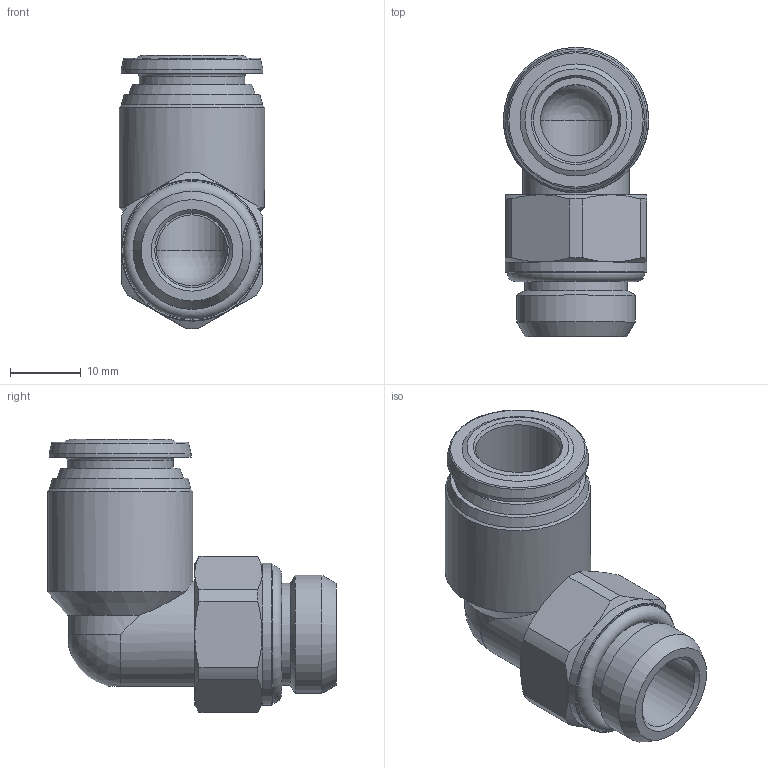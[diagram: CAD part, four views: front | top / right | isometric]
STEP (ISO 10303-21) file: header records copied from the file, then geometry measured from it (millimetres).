
FILE_DESCRIPTION(/* description */ ('STEP AP214'),/* implementation_level */ '2;1');
FILE_NAME(/* name */ '8085687_NPQR-L-G38-Q12',/* time_stamp */ '2024-09-13T08:42:30+02:00',/* author */ ('License CC BY-ND 4.0'),/* organization */ ('CADENAS'),/* preprocessor_version */ 'ST-DEVELOPER v19.3',/* originating_system */ 'PARTsolutions',/* authorisation */ ' ');
FILE_SCHEMA (('AUTOMOTIVE_DESIGN {1 0 10303 214 3 1 1}'));
Length unit declared in the file: millimetre
Products named in the file (1): 8085687 NPQR-L-G38-Q12---(high)
Bounding box: 20.5 x 40.75 x 38.55 mm (x, y, z)
Volume: 9884.9 mm3; surface area: 6122.9 mm2
Topology: 1 solids, 1 shells, 66 faces, 144 edges, 87 vertices
Faces by surface type: cone 23, cylinder 19, plane 19, torus 3, sphere 2
Full cylindrical faces by diameter (mm): 10 x2, 10.5 x1, 12 x1, 14.4 x1, 14.9 x1, 16.662 x1, 20 x2, 20.5 x1
Entity records: 2179 total; most frequent: CARTESIAN_POINT 360, DIRECTION 292, ORIENTED_EDGE 234, AXIS2_PLACEMENT_3D 137, EDGE_CURVE 117, EDGE_LOOP 99, FACE_BOUND 99, VERTEX_POINT 84
